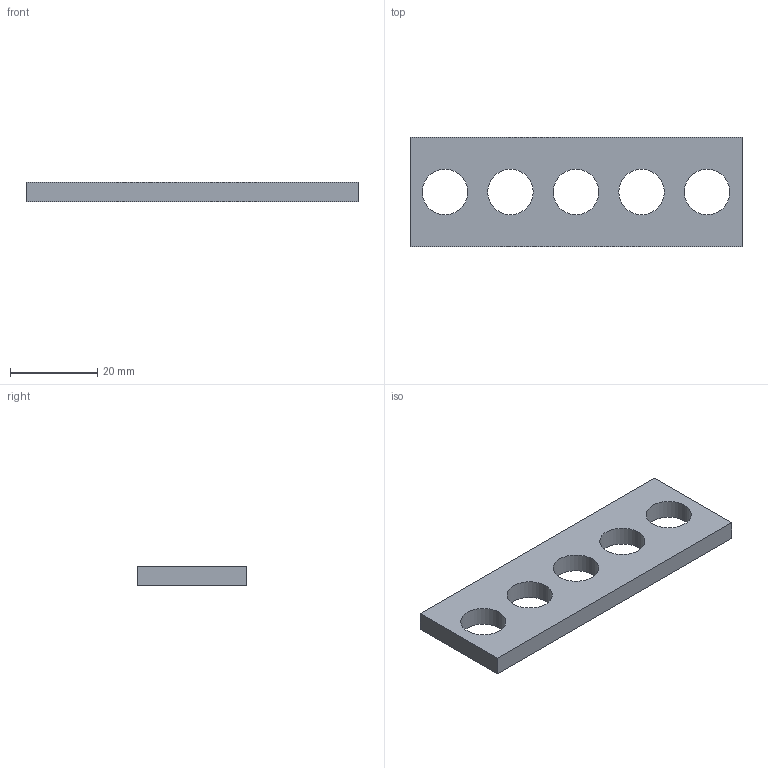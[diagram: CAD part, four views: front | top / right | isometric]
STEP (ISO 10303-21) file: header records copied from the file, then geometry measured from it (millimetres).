
FILE_DESCRIPTION(/* description */ ('STEP AP242','CAx-IF Rec.Pracs.---Representation and Presentation of Product Manufacturing Information (PMI)---4.0---2014-10-13','CAx-IF Rec.Pracs.---3D Tessellated Geometry---0.4---2014-09-14','2;1'),/* implementation_level */ '2;1');
FILE_NAME(/* name */ '62a7d01236debc5150b325ce',/* time_stamp */ '2022-06-14T00:02:26+00:00',/* author */ (''),/* organization */ (''),/* preprocessor_version */ 'ST-DEVELOPER v18.102',/* originating_system */ ' ',/* authorisation */ ' ');
FILE_SCHEMA (('AP242_MANAGED_MODEL_BASED_3D_ENGINEERING_MIM_LF { 1 0 10303 442 1 1 4 }'));
Length unit declared in the file: metre
Products named in the file (1): DSCP052-M440
Bounding box: 76 x 25 x 4.4 mm (x, y, z)
Volume: 6486.1 mm3; surface area: 4556.8 mm2
Topology: 1 solids, 1 shells, 11 faces, 27 edges, 18 vertices
Faces by surface type: plane 6, cylinder 5
Full cylindrical faces by diameter (mm): 10.414 x5
Entity records: 348 total; most frequent: DIRECTION 56, CARTESIAN_POINT 52, ORIENTED_EDGE 44, EDGE_LOOP 26, FACE_BOUND 26, EDGE_CURVE 22, AXIS2_PLACEMENT_3D 22, VERTEX_POINT 18
